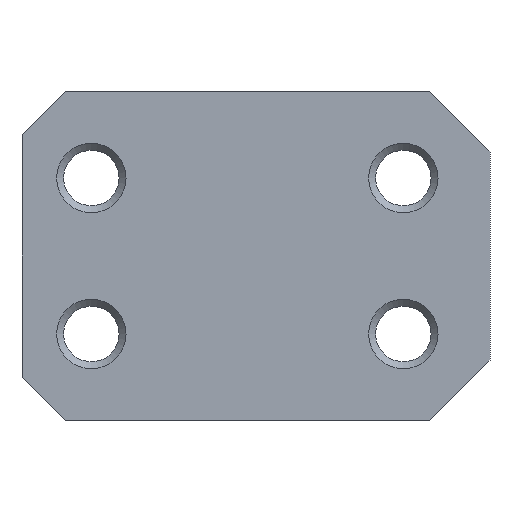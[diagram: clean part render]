
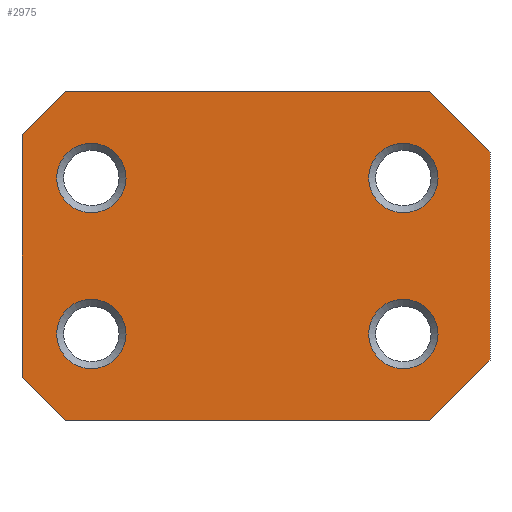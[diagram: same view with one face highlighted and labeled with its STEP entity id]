
A CAD part, left-side view. The second image highlights one B-rep face of the part: STEP entity #2975.
In plain terms, the highlighted planar face has unit normal (-1, 0, 0).
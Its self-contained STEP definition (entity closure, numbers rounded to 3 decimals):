
#68=CIRCLE('',#3117,2.);
#71=CIRCLE('',#3122,2.);
#104=CIRCLE('',#3220,2.);
#106=CIRCLE('',#3223,2.);
#157=FACE_BOUND('',#483,.T.);
#158=FACE_BOUND('',#484,.T.);
#159=FACE_BOUND('',#485,.T.);
#160=FACE_BOUND('',#486,.T.);
#310=FACE_OUTER_BOUND('',#482,.T.);
#482=EDGE_LOOP('',(#2564,#2565,#2566,#2567,#2568,#2569,#2570,#2571));
#483=EDGE_LOOP('',(#2572));
#484=EDGE_LOOP('',(#2573));
#485=EDGE_LOOP('',(#2574));
#486=EDGE_LOOP('',(#2575));
#705=LINE('',#4546,#1047);
#708=LINE('',#4554,#1050);
#715=LINE('',#4563,#1057);
#823=LINE('',#4849,#1165);
#824=LINE('',#4851,#1166);
#825=LINE('',#4853,#1167);
#826=LINE('',#4855,#1168);
#827=LINE('',#4856,#1169);
#1047=VECTOR('',#3681,10.);
#1050=VECTOR('',#3686,10.);
#1057=VECTOR('',#3695,10.);
#1165=VECTOR('',#3991,10.);
#1166=VECTOR('',#3992,10.);
#1167=VECTOR('',#3993,10.);
#1168=VECTOR('',#3994,10.);
#1169=VECTOR('',#3995,10.);
#1336=VERTEX_POINT('',#4519);
#1339=VERTEX_POINT('',#4529);
#1343=VERTEX_POINT('',#4540);
#1345=VERTEX_POINT('',#4544);
#1348=VERTEX_POINT('',#4551);
#1349=VERTEX_POINT('',#4553);
#1432=VERTEX_POINT('',#4842);
#1434=VERTEX_POINT('',#4848);
#1435=VERTEX_POINT('',#4850);
#1436=VERTEX_POINT('',#4852);
#1437=VERTEX_POINT('',#4854);
#1438=VERTEX_POINT('',#4857);
#1668=EDGE_CURVE('',#1336,#1336,#68,.T.);
#1673=EDGE_CURVE('',#1339,#1339,#71,.T.);
#1681=EDGE_CURVE('',#1343,#1345,#705,.T.);
#1684=EDGE_CURVE('',#1349,#1348,#708,.T.);
#1691=EDGE_CURVE('',#1345,#1349,#715,.T.);
#1830=EDGE_CURVE('',#1432,#1432,#104,.T.);
#1833=EDGE_CURVE('',#1434,#1343,#823,.T.);
#1834=EDGE_CURVE('',#1348,#1435,#824,.T.);
#1835=EDGE_CURVE('',#1436,#1435,#825,.T.);
#1836=EDGE_CURVE('',#1437,#1436,#826,.T.);
#1837=EDGE_CURVE('',#1434,#1437,#827,.T.);
#1838=EDGE_CURVE('',#1438,#1438,#106,.T.);
#2564=ORIENTED_EDGE('',*,*,#1833,.T.);
#2565=ORIENTED_EDGE('',*,*,#1681,.T.);
#2566=ORIENTED_EDGE('',*,*,#1691,.T.);
#2567=ORIENTED_EDGE('',*,*,#1684,.T.);
#2568=ORIENTED_EDGE('',*,*,#1834,.T.);
#2569=ORIENTED_EDGE('',*,*,#1835,.F.);
#2570=ORIENTED_EDGE('',*,*,#1836,.F.);
#2571=ORIENTED_EDGE('',*,*,#1837,.F.);
#2572=ORIENTED_EDGE('',*,*,#1668,.T.);
#2573=ORIENTED_EDGE('',*,*,#1673,.T.);
#2574=ORIENTED_EDGE('',*,*,#1838,.F.);
#2575=ORIENTED_EDGE('',*,*,#1830,.F.);
#2817=PLANE('',#3222);
#2975=ADVANCED_FACE('',(#310,#157,#158,#159,#160),#2817,.T.);
#3117=AXIS2_PLACEMENT_3D('',#4520,#3654,#3655);
#3122=AXIS2_PLACEMENT_3D('',#4530,#3666,#3667);
#3220=AXIS2_PLACEMENT_3D('',#4843,#3984,#3985);
#3222=AXIS2_PLACEMENT_3D('',#4847,#3989,#3990);
#3223=AXIS2_PLACEMENT_3D('',#4858,#3996,#3997);
#3654=DIRECTION('center_axis',(1.,0.,0.));
#3655=DIRECTION('ref_axis',(0.,1.,0.));
#3666=DIRECTION('center_axis',(1.,0.,0.));
#3667=DIRECTION('ref_axis',(0.,1.,0.));
#3681=DIRECTION('',(0.,-0.707,-0.707));
#3686=DIRECTION('',(0.,-0.707,0.707));
#3695=DIRECTION('',(0.,-1.,0.));
#3984=DIRECTION('center_axis',(-1.,0.,0.));
#3985=DIRECTION('ref_axis',(0.,1.,0.));
#3989=DIRECTION('center_axis',(-1.,0.,0.));
#3990=DIRECTION('ref_axis',(0.,-1.,0.));
#3991=DIRECTION('',(0.,0.,-1.));
#3992=DIRECTION('',(0.,0.,1.));
#3993=DIRECTION('',(0.,-0.707,-0.707));
#3994=DIRECTION('',(0.,-1.,0.));
#3995=DIRECTION('',(0.,-0.707,0.707));
#3996=DIRECTION('center_axis',(-1.,0.,0.));
#3997=DIRECTION('ref_axis',(0.,1.,0.));
#4519=CARTESIAN_POINT('',(0.,-5.,-4.5));
#4520=CARTESIAN_POINT('Origin',(0.,-3.,-4.5));
#4529=CARTESIAN_POINT('',(0.,13.,-4.5));
#4530=CARTESIAN_POINT('Origin',(0.,15.,-4.5));
#4540=CARTESIAN_POINT('',(0.,19.,-7.));
#4544=CARTESIAN_POINT('',(0.,16.5,-9.5));
#4546=CARTESIAN_POINT('',(0.,20.625,-5.375));
#4551=CARTESIAN_POINT('',(0.,-8.,-6.));
#4553=CARTESIAN_POINT('',(0.,-4.5,-9.5));
#4554=CARTESIAN_POINT('',(0.,-1.625,-12.375));
#4563=CARTESIAN_POINT('',(0.,-8.,-9.5));
#4842=CARTESIAN_POINT('',(0.,-5.,4.5));
#4843=CARTESIAN_POINT('Origin',(0.,-3.,4.5));
#4847=CARTESIAN_POINT('Origin',(0.,20.,0.));
#4848=CARTESIAN_POINT('',(0.,19.,7.));
#4849=CARTESIAN_POINT('',(0.,19.,3.5));
#4850=CARTESIAN_POINT('',(0.,-8.,6.));
#4851=CARTESIAN_POINT('',(0.,-8.,0.));
#4852=CARTESIAN_POINT('',(0.,-4.5,9.5));
#4853=CARTESIAN_POINT('',(0.,-1.625,12.375));
#4854=CARTESIAN_POINT('',(0.,16.5,9.5));
#4855=CARTESIAN_POINT('',(0.,-8.,9.5));
#4856=CARTESIAN_POINT('',(0.,20.625,5.375));
#4857=CARTESIAN_POINT('',(0.,13.,4.5));
#4858=CARTESIAN_POINT('Origin',(0.,15.,4.5));
